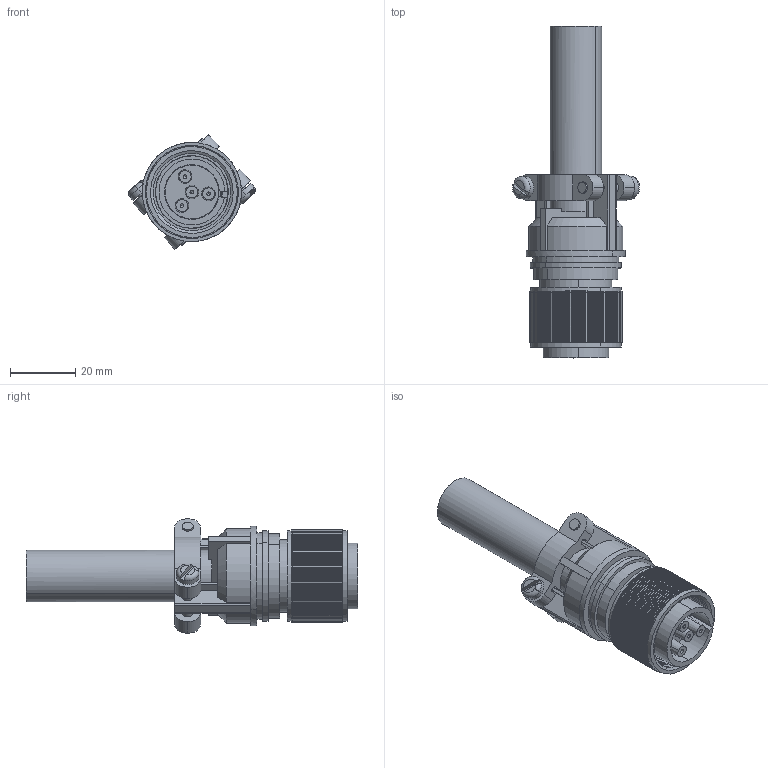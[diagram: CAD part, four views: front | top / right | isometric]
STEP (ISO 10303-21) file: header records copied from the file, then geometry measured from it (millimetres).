
FILE_DESCRIPTION (( 'STEP AP203' ), '1' );
FILE_NAME ('A4214-1-CN.STEP', '2013-11-19T14:16:34', ( '' ), ( '' ), 'SwSTEP 2.0', 'SolidWorks 2012', '' );
FILE_SCHEMA (( 'CONFIG_CONTROL_DESIGN' ));
Length unit declared in the file: inch
Products named in the file (5): A4214-1-CN; MS-3106A-16S; A4219; A4216_A4216-1; 97-3057-1008-1 (676)
Assembly tree (7 placements, depth 2):
  A4214-1-CN
    97-3057-1008-1 (676)
    A4216_A4216-1
    A4219  x4
    MS-3106A-16S
Bounding box: 39.07 x 102.04 x 35.16 mm (x, y, z)
Volume: 18822 mm3; surface area: 28070 mm2
Topology: 6 solids, 83 shells, 925 faces, 2150 edges, 1256 vertices
Faces by surface type: cone 393, cylinder 345, plane 173, torus 14
Entity records: 22216 total; most frequent: DIRECTION 4112, CARTESIAN_POINT 3799, ORIENTED_EDGE 3440, EDGE_CURVE 1750, AXIS2_PLACEMENT_3D 1631, VERTEX_POINT 1016, LINE 850, VECTOR 850
